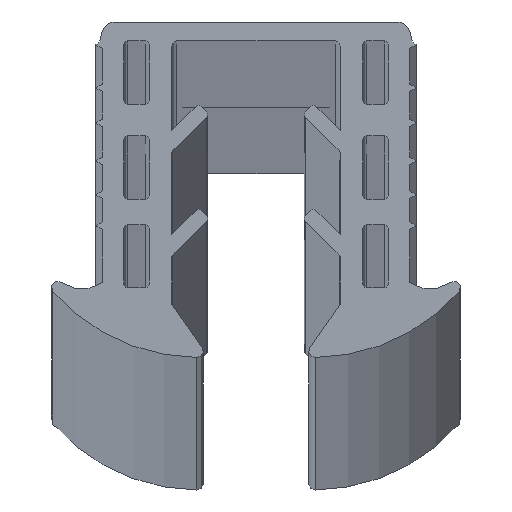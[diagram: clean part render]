
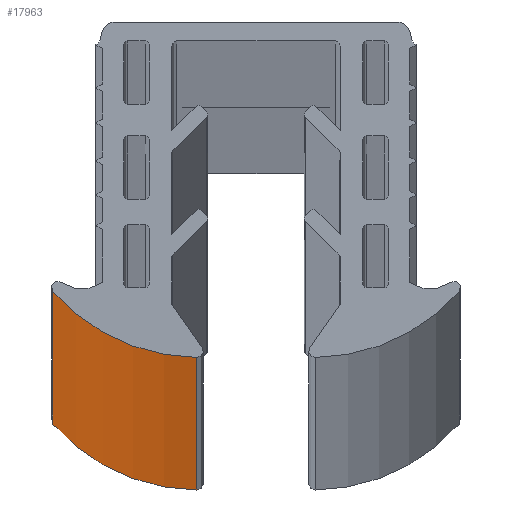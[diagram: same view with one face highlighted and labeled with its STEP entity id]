
A CAD part, top view. The second image highlights one B-rep face of the part: STEP entity #17963.
In plain terms, the highlighted cylindrical face has radius 15.3 mm (diameter 30.6 mm), a partial arc.
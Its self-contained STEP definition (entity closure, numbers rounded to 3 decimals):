
#29 = DIRECTION ( 'NONE',  ( 0., 0., 1. ) ) ;
#644 = CARTESIAN_POINT ( 'NONE',  ( -4.543, -11.2, 3000. ) ) ;
#1210 = ORIENTED_EDGE ( 'NONE', *, *, #18996, .F. ) ;
#2936 = CARTESIAN_POINT ( 'NONE',  ( -4.674, -26.499, -3000. ) ) ;
#3452 = VERTEX_POINT ( 'NONE', #14897 ) ;
#4274 = VECTOR ( 'NONE', #13044, 1000. ) ;
#4452 = EDGE_CURVE ( 'NONE', #5904, #16553, #15264, .T. ) ;
#5904 = VERTEX_POINT ( 'NONE', #13417 ) ;
#6452 = CARTESIAN_POINT ( 'NONE',  ( -4.543, -11.2, 3000. ) ) ;
#7362 = CARTESIAN_POINT ( 'NONE',  ( -4.543, -11.2, -3000. ) ) ;
#8084 = DIRECTION ( 'NONE',  ( 0., 0., -1. ) ) ;
#8761 = DIRECTION ( 'NONE',  ( 1., 0., 0. ) ) ;
#9748 = CARTESIAN_POINT ( 'NONE',  ( -4.674, -26.499, 3000. ) ) ;
#9797 = LINE ( 'NONE', #11221, #19909 ) ;
#11221 = CARTESIAN_POINT ( 'NONE',  ( -4.674, -26.499, 3000. ) ) ;
#12445 = AXIS2_PLACEMENT_3D ( 'NONE', #7362, #13684, #8761 ) ;
#12853 = DIRECTION ( 'NONE',  ( 1., 0., 0. ) ) ;
#13044 = DIRECTION ( 'NONE',  ( 0., 0., -1. ) ) ;
#13417 = CARTESIAN_POINT ( 'NONE',  ( -16.046, -21.288, 3000. ) ) ;
#13589 = EDGE_CURVE ( 'NONE', #3452, #19368, #14949, .T. ) ;
#13684 = DIRECTION ( 'NONE',  ( 0., 0., 1. ) ) ;
#13831 = DIRECTION ( 'NONE',  ( -1., 0., 0. ) ) ;
#14897 = CARTESIAN_POINT ( 'NONE',  ( -16.046, -21.288, -3000. ) ) ;
#14949 = CIRCLE ( 'NONE', #12445, 15.3 ) ;
#15264 = CIRCLE ( 'NONE', #15632, 15.3 ) ;
#15632 = AXIS2_PLACEMENT_3D ( 'NONE', #6452, #29, #12853 ) ;
#15759 = ORIENTED_EDGE ( 'NONE', *, *, #19471, .T. ) ;
#16427 = ORIENTED_EDGE ( 'NONE', *, *, #4452, .F. ) ;
#16471 = ORIENTED_EDGE ( 'NONE', *, *, #13589, .T. ) ;
#16553 = VERTEX_POINT ( 'NONE', #9748 ) ;
#17231 = AXIS2_PLACEMENT_3D ( 'NONE', #644, #19976, #13831 ) ;
#17571 = EDGE_LOOP ( 'NONE', ( #16471, #1210, #16427, #15759 ) ) ;
#17814 = CARTESIAN_POINT ( 'NONE',  ( -16.046, -21.288, 3000. ) ) ;
#17963 = ADVANCED_FACE ( 'NONE', ( #19905 ), #18893, .T. ) ;
#18893 = CYLINDRICAL_SURFACE ( 'NONE', #17231, 15.3 ) ;
#18996 = EDGE_CURVE ( 'NONE', #16553, #19368, #9797, .T. ) ;
#19368 = VERTEX_POINT ( 'NONE', #2936 ) ;
#19471 = EDGE_CURVE ( 'NONE', #5904, #3452, #19887, .T. ) ;
#19887 = LINE ( 'NONE', #17814, #4274 ) ;
#19905 = FACE_OUTER_BOUND ( 'NONE', #17571, .T. ) ;
#19909 = VECTOR ( 'NONE', #8084, 1000. ) ;
#19976 = DIRECTION ( 'NONE',  ( 0., 0., -1. ) ) ;
